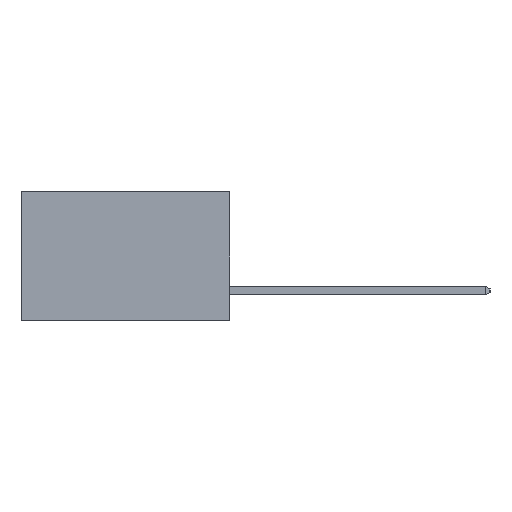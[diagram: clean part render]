
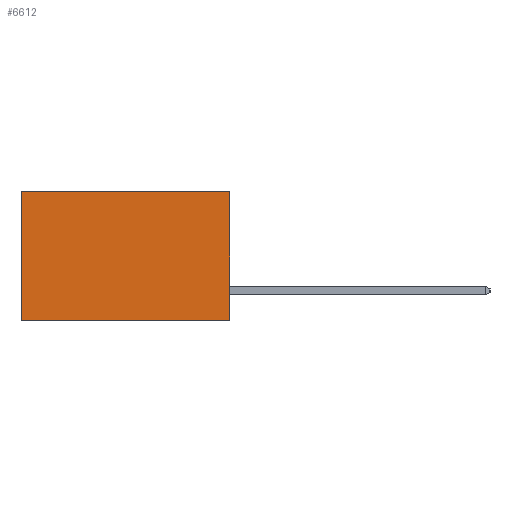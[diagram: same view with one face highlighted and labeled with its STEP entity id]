
A CAD part, left-side view. The second image highlights one B-rep face of the part: STEP entity #6612.
In plain terms, the highlighted planar face has unit normal (-1, 0, 0).
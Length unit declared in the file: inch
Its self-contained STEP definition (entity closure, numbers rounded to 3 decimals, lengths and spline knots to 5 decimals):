
#290 = CARTESIAN_POINT ( 'NONE',  ( 0.2615, 0.6, -0.37 ) ) ;
#631 = LINE ( 'NONE', #7403, #8801 ) ;
#662 = EDGE_CURVE ( 'NONE', #6970, #3602, #631, .T. ) ;
#822 = EDGE_CURVE ( 'NONE', #3602, #9595, #8911, .T. ) ;
#903 = DIRECTION ( 'NONE',  ( 0., 0., -1. ) ) ;
#904 = DIRECTION ( 'NONE',  ( 1., 0., 0. ) ) ;
#974 = PLANE ( 'NONE',  #5157 ) ;
#1170 = CARTESIAN_POINT ( 'NONE',  ( 0.2615, 0., -0.37 ) ) ;
#1518 = ORIENTED_EDGE ( 'NONE', *, *, #3597, .F. ) ;
#1648 = CARTESIAN_POINT ( 'NONE',  ( 0.2615, 0.6, -0.37 ) ) ;
#2240 = LINE ( 'NONE', #5896, #4446 ) ;
#2255 = EDGE_LOOP ( 'NONE', ( #5623, #9758, #1518, #5867 ) ) ;
#2660 = CARTESIAN_POINT ( 'NONE',  ( 0.2615, 0., -0.37 ) ) ;
#2966 = DIRECTION ( 'NONE',  ( 0., 0., -1. ) ) ;
#3597 = EDGE_CURVE ( 'NONE', #6970, #4348, #4621, .T. ) ;
#3602 = VERTEX_POINT ( 'NONE', #8851 ) ;
#4348 = VERTEX_POINT ( 'NONE', #7324 ) ;
#4446 = VECTOR ( 'NONE', #5935, 39.37008 ) ;
#4621 = LINE ( 'NONE', #2660, #6495 ) ;
#5157 = AXIS2_PLACEMENT_3D ( 'NONE', #1170, #904, #903 ) ;
#5623 = ORIENTED_EDGE ( 'NONE', *, *, #822, .T. ) ;
#5737 = EDGE_CURVE ( 'NONE', #4348, #9595, #2240, .T. ) ;
#5867 = ORIENTED_EDGE ( 'NONE', *, *, #662, .T. ) ;
#5896 = CARTESIAN_POINT ( 'NONE',  ( 0.2615, 0., -0.37 ) ) ;
#5935 = DIRECTION ( 'NONE',  ( 0., 1., 0. ) ) ;
#6495 = VECTOR ( 'NONE', #2966, 39.37008 ) ;
#6612 = ADVANCED_FACE ( 'NONE', ( #9117 ), #974, .F. ) ;
#6970 = VERTEX_POINT ( 'NONE', #8957 ) ;
#7324 = CARTESIAN_POINT ( 'NONE',  ( 0.2615, 0., -0.37 ) ) ;
#7403 = CARTESIAN_POINT ( 'NONE',  ( 0.2615, 0., 0. ) ) ;
#8474 = DIRECTION ( 'NONE',  ( 0., 0., -1. ) ) ;
#8670 = VECTOR ( 'NONE', #8474, 39.37008 ) ;
#8801 = VECTOR ( 'NONE', #9355, 39.37008 ) ;
#8851 = CARTESIAN_POINT ( 'NONE',  ( 0.2615, 0.6, 0. ) ) ;
#8911 = LINE ( 'NONE', #290, #8670 ) ;
#8957 = CARTESIAN_POINT ( 'NONE',  ( 0.2615, 0., 0. ) ) ;
#9117 = FACE_OUTER_BOUND ( 'NONE', #2255, .T. ) ;
#9355 = DIRECTION ( 'NONE',  ( 0., 1., 0. ) ) ;
#9595 = VERTEX_POINT ( 'NONE', #1648 ) ;
#9758 = ORIENTED_EDGE ( 'NONE', *, *, #5737, .F. ) ;
